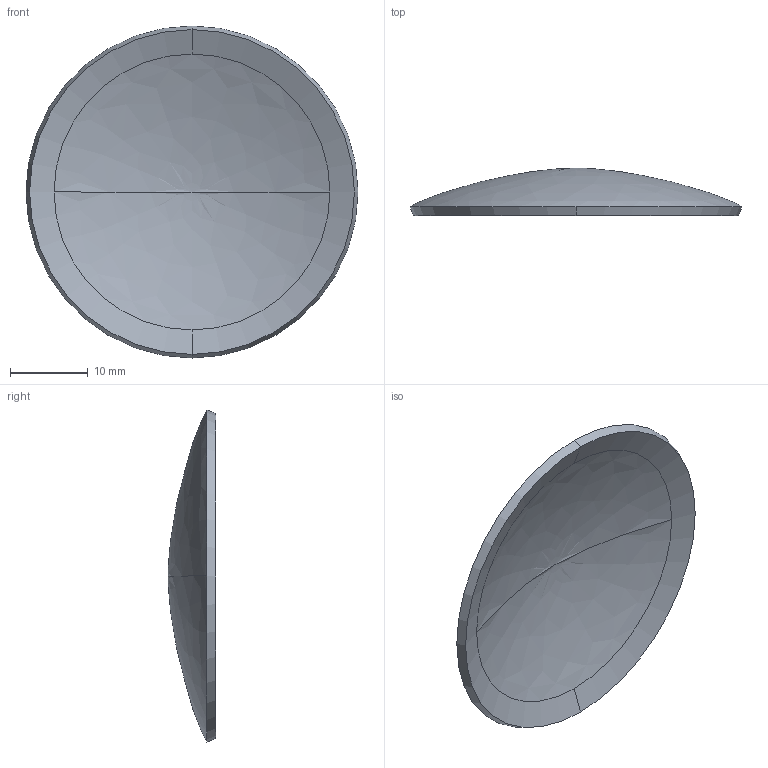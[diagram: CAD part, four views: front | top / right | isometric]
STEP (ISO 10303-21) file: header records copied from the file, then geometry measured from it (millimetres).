
FILE_DESCRIPTION (( 'STEP AP214' ), '1' );
FILE_NAME ('àðò. KRT608.STEP', '2014-06-09T18:20:10', ( '' ), ( '' ), 'SwSTEP 2.0', 'SolidWorks 2014', '' );
FILE_SCHEMA (( 'AUTOMOTIVE_DESIGN' ));
Length unit declared in the file: millimetre
Products named in the file (1): àðò. KRT608
Bounding box: 42.8 x 6.14 x 42.8 mm (x, y, z)
Volume: 2178.1 mm3; surface area: 3111.2 mm2
Topology: 1 solids, 1 shells, 8 faces, 22 edges, 12 vertices
Faces by surface type: bspline 4, cone 4
Entity records: 464 total; most frequent: CARTESIAN_POINT 261, ORIENTED_EDGE 36, DIRECTION 34, EDGE_CURVE 18, AXIS2_PLACEMENT_3D 15, VERTEX_POINT 12, CIRCLE 10, EDGE_LOOP 8
